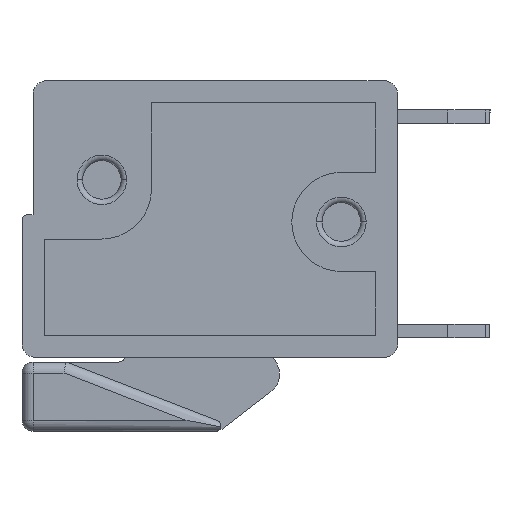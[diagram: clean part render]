
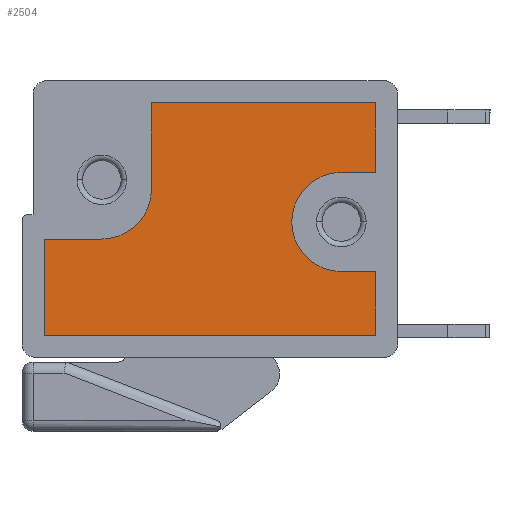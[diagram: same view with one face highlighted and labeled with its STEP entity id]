
A CAD part, left-side view. The second image highlights one B-rep face of the part: STEP entity #2504.
In plain terms, the highlighted face is planar.
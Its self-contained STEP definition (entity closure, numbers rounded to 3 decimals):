
#117 = EDGE_CURVE ( 'NONE', #775, #3177, #5855, .T. ) ;
#369 = CARTESIAN_POINT ( 'NONE',  ( -3.925, 0.725, -5.02 ) ) ;
#775 = VERTEX_POINT ( 'NONE', #3767 ) ;
#1052 = ORIENTED_EDGE ( 'NONE', *, *, #1824, .T. ) ;
#1085 = ORIENTED_EDGE ( 'NONE', *, *, #2092, .T. ) ;
#1136 = ORIENTED_EDGE ( 'NONE', *, *, #3374, .T. ) ;
#1165 = VERTEX_POINT ( 'NONE', #6782 ) ;
#1223 = CARTESIAN_POINT ( 'NONE',  ( -3.925, -1.075, -5.02 ) ) ;
#1273 = DIRECTION ( 'NONE',  ( -1., 0., 0. ) ) ;
#1277 = PLANE ( 'NONE',  #1472 ) ;
#1307 = DIRECTION ( 'NONE',  ( 0., 0., 1. ) ) ;
#1313 = DIRECTION ( 'NONE',  ( 0., 0., -1. ) ) ;
#1382 = DIRECTION ( 'NONE',  ( -1., 0., 0. ) ) ;
#1396 = ORIENTED_EDGE ( 'NONE', *, *, #6550, .T. ) ;
#1455 = ORIENTED_EDGE ( 'NONE', *, *, #2712, .T. ) ;
#1457 = CARTESIAN_POINT ( 'NONE',  ( 4.775, 0.105, -5.02 ) ) ;
#1472 = AXIS2_PLACEMENT_3D ( 'NONE', #1223, #1313, #1382 ) ;
#1474 = EDGE_CURVE ( 'NONE', #2017, #775, #3328, .T. ) ;
#1662 = ORIENTED_EDGE ( 'NONE', *, *, #5559, .T. ) ;
#1707 = VECTOR ( 'NONE', #7461, 1000. ) ;
#1767 = ORIENTED_EDGE ( 'NONE', *, *, #4563, .T. ) ;
#1802 = ORIENTED_EDGE ( 'NONE', *, *, #2074, .T. ) ;
#1824 = EDGE_CURVE ( 'NONE', #3177, #3500, #2576, .T. ) ;
#1869 = ORIENTED_EDGE ( 'NONE', *, *, #3981, .T. ) ;
#2017 = VERTEX_POINT ( 'NONE', #4823 ) ;
#2067 = CARTESIAN_POINT ( 'NONE',  ( 6.025, 1.905, -5.02 ) ) ;
#2074 = EDGE_CURVE ( 'NONE', #3801, #6087, #2237, .T. ) ;
#2092 = EDGE_CURVE ( 'NONE', #1165, #4327, #2153, .T. ) ;
#2138 = VECTOR ( 'NONE', #6936, 1000. ) ;
#2153 = CIRCLE ( 'NONE', #3596, 1.8 ) ;
#2186 = CARTESIAN_POINT ( 'NONE',  ( -6.025, 4.225, -5.02 ) ) ;
#2232 = AXIS2_PLACEMENT_3D ( 'NONE', #3871, #3862, #3845 ) ;
#2237 = CIRCLE ( 'NONE', #2232, 1.8 ) ;
#2420 = CARTESIAN_POINT ( 'NONE',  ( -6.025, 0.725, -5.02 ) ) ;
#2504 = ADVANCED_FACE ( 'NONE', ( #7389 ), #1277, .T. ) ;
#2576 = LINE ( 'NONE', #6964, #2138 ) ;
#2627 = ORIENTED_EDGE ( 'NONE', *, *, #7720, .T. ) ;
#2712 = EDGE_CURVE ( 'NONE', #3094, #3061, #3810, .T. ) ;
#3055 = VERTEX_POINT ( 'NONE', #2067 ) ;
#3061 = VERTEX_POINT ( 'NONE', #2186 ) ;
#3094 = VERTEX_POINT ( 'NONE', #2420 ) ;
#3145 = VECTOR ( 'NONE', #4347, 1000. ) ;
#3177 = VERTEX_POINT ( 'NONE', #4649 ) ;
#3316 = VECTOR ( 'NONE', #3342, 1000. ) ;
#3328 = LINE ( 'NONE', #6389, #8066 ) ;
#3331 = ORIENTED_EDGE ( 'NONE', *, *, #117, .T. ) ;
#3342 = DIRECTION ( 'NONE',  ( 0., 1., 0. ) ) ;
#3374 = EDGE_CURVE ( 'NONE', #4327, #3094, #6807, .T. ) ;
#3377 = CARTESIAN_POINT ( 'NONE',  ( -2.125, -4.225, -5.02 ) ) ;
#3399 = CIRCLE ( 'NONE', #3763, 1.8 ) ;
#3500 = VERTEX_POINT ( 'NONE', #6401 ) ;
#3596 = AXIS2_PLACEMENT_3D ( 'NONE', #3683, #3634, #3600 ) ;
#3600 = DIRECTION ( 'NONE',  ( -1., 0., 0. ) ) ;
#3633 = CARTESIAN_POINT ( 'NONE',  ( 6.025, 4.225, -5.02 ) ) ;
#3634 = DIRECTION ( 'NONE',  ( 0., 0., 1. ) ) ;
#3683 = CARTESIAN_POINT ( 'NONE',  ( -3.925, -1.075, -5.02 ) ) ;
#3763 = AXIS2_PLACEMENT_3D ( 'NONE', #1457, #1307, #1273 ) ;
#3767 = CARTESIAN_POINT ( 'NONE',  ( 6.025, -1.695, -5.02 ) ) ;
#3801 = VERTEX_POINT ( 'NONE', #6715 ) ;
#3810 = LINE ( 'NONE', #4887, #5501 ) ;
#3845 = DIRECTION ( 'NONE',  ( -1., 0., 0. ) ) ;
#3862 = DIRECTION ( 'NONE',  ( 0., 0., 1. ) ) ;
#3871 = CARTESIAN_POINT ( 'NONE',  ( 4.775, 0.105, -5.02 ) ) ;
#3981 = EDGE_CURVE ( 'NONE', #3055, #3801, #6483, .T. ) ;
#4294 = CARTESIAN_POINT ( 'NONE',  ( 6.025, 1.905, -5.02 ) ) ;
#4327 = VERTEX_POINT ( 'NONE', #369 ) ;
#4347 = DIRECTION ( 'NONE',  ( -1., 0., 0. ) ) ;
#4563 = EDGE_CURVE ( 'NONE', #6210, #3055, #7605, .T. ) ;
#4649 = CARTESIAN_POINT ( 'NONE',  ( 6.025, -4.225, -5.02 ) ) ;
#4823 = CARTESIAN_POINT ( 'NONE',  ( 4.775, -1.695, -5.02 ) ) ;
#4825 = EDGE_LOOP ( 'NONE', ( #1085, #1136, #1455, #1662, #1767, #1869, #1802, #2627, #7793, #3331, #1052, #1396 ) ) ;
#4887 = CARTESIAN_POINT ( 'NONE',  ( -6.025, 0.725, -5.02 ) ) ;
#4929 = DIRECTION ( 'NONE',  ( 0., 1., 0. ) ) ;
#5031 = DIRECTION ( 'NONE',  ( 0., -1., 0. ) ) ;
#5426 = CARTESIAN_POINT ( 'NONE',  ( 6.025, -1.695, -5.02 ) ) ;
#5501 = VECTOR ( 'NONE', #4929, 1000. ) ;
#5559 = EDGE_CURVE ( 'NONE', #3061, #6210, #6282, .T. ) ;
#5693 = CARTESIAN_POINT ( 'NONE',  ( 2.975, 0.105, -5.02 ) ) ;
#5848 = VECTOR ( 'NONE', #5031, 1000. ) ;
#5855 = LINE ( 'NONE', #5426, #5848 ) ;
#6012 = VECTOR ( 'NONE', #7857, 1000. ) ;
#6087 = VERTEX_POINT ( 'NONE', #5693 ) ;
#6207 = DIRECTION ( 'NONE',  ( 1., 0., 0. ) ) ;
#6210 = VERTEX_POINT ( 'NONE', #3633 ) ;
#6282 = LINE ( 'NONE', #7456, #7501 ) ;
#6389 = CARTESIAN_POINT ( 'NONE',  ( 4.775, -1.695, -5.02 ) ) ;
#6401 = CARTESIAN_POINT ( 'NONE',  ( -2.125, -4.225, -5.02 ) ) ;
#6483 = LINE ( 'NONE', #4294, #3145 ) ;
#6550 = EDGE_CURVE ( 'NONE', #3500, #1165, #6640, .T. ) ;
#6640 = LINE ( 'NONE', #3377, #3316 ) ;
#6715 = CARTESIAN_POINT ( 'NONE',  ( 4.775, 1.905, -5.02 ) ) ;
#6782 = CARTESIAN_POINT ( 'NONE',  ( -2.125, -1.075, -5.02 ) ) ;
#6807 = LINE ( 'NONE', #7348, #1707 ) ;
#6936 = DIRECTION ( 'NONE',  ( -1., 0., 0. ) ) ;
#6964 = CARTESIAN_POINT ( 'NONE',  ( 6.025, -4.225, -5.02 ) ) ;
#7348 = CARTESIAN_POINT ( 'NONE',  ( -3.925, 0.725, -5.02 ) ) ;
#7389 = FACE_OUTER_BOUND ( 'NONE', #4825, .T. ) ;
#7456 = CARTESIAN_POINT ( 'NONE',  ( -6.025, 4.225, -5.02 ) ) ;
#7461 = DIRECTION ( 'NONE',  ( -1., 0., 0. ) ) ;
#7501 = VECTOR ( 'NONE', #7786, 1000. ) ;
#7605 = LINE ( 'NONE', #7981, #6012 ) ;
#7720 = EDGE_CURVE ( 'NONE', #6087, #2017, #3399, .T. ) ;
#7786 = DIRECTION ( 'NONE',  ( 1., 0., 0. ) ) ;
#7793 = ORIENTED_EDGE ( 'NONE', *, *, #1474, .T. ) ;
#7857 = DIRECTION ( 'NONE',  ( 0., -1., 0. ) ) ;
#7981 = CARTESIAN_POINT ( 'NONE',  ( 6.025, 4.225, -5.02 ) ) ;
#8066 = VECTOR ( 'NONE', #6207, 1000. ) ;
